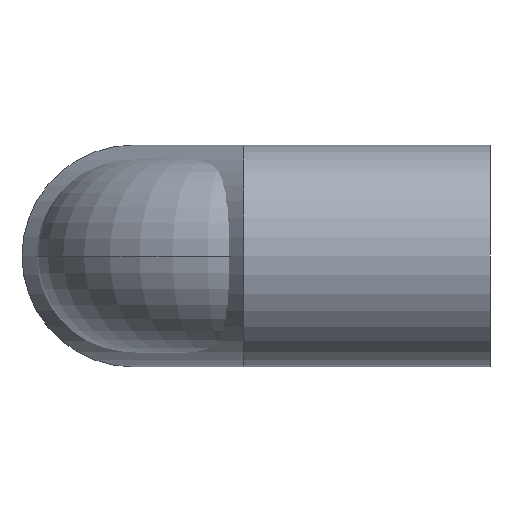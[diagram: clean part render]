
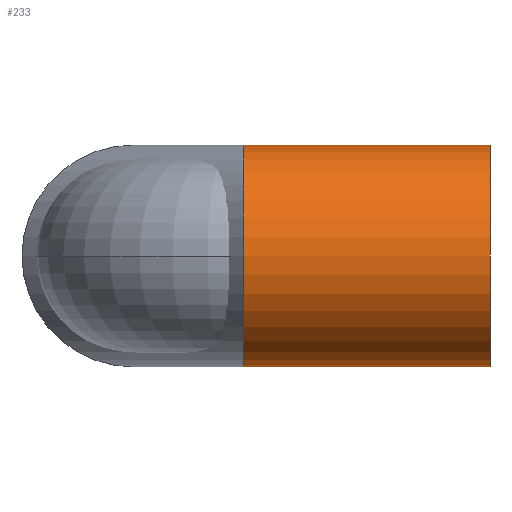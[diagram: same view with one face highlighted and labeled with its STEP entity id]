
A CAD part, left-side view. The second image highlights one B-rep face of the part: STEP entity #233.
In plain terms, the highlighted cylindrical face has radius 45 mm (diameter 90 mm), a partial arc.
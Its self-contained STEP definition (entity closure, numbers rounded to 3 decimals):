
#16 = VECTOR ( 'NONE', #372, 1000. ) ;
#38 = EDGE_LOOP ( 'NONE', ( #407, #157, #353, #175 ) ) ;
#43 = CARTESIAN_POINT ( 'NONE',  ( 0., 0., 0. ) ) ;
#56 = LINE ( 'NONE', #217, #16 ) ;
#75 = VECTOR ( 'NONE', #479, 1000. ) ;
#91 = AXIS2_PLACEMENT_3D ( 'NONE', #143, #300, #445 ) ;
#92 = CIRCLE ( 'NONE', #91, 45. ) ;
#113 = AXIS2_PLACEMENT_3D ( 'NONE', #473, #140, #296 ) ;
#115 = CIRCLE ( 'NONE', #113, 45. ) ;
#136 = CARTESIAN_POINT ( 'NONE',  ( 0., 0., -45. ) ) ;
#140 = DIRECTION ( 'NONE',  ( 0., 1., 0. ) ) ;
#143 = CARTESIAN_POINT ( 'NONE',  ( 0., 0., 0. ) ) ;
#157 = ORIENTED_EDGE ( 'NONE', *, *, #417, .T. ) ;
#175 = ORIENTED_EDGE ( 'NONE', *, *, #381, .F. ) ;
#188 = LINE ( 'NONE', #341, #75 ) ;
#204 = DIRECTION ( 'NONE',  ( 0., 1., 0. ) ) ;
#208 = CARTESIAN_POINT ( 'NONE',  ( 0., 100., -45. ) ) ;
#217 = CARTESIAN_POINT ( 'NONE',  ( 0., 0., -45. ) ) ;
#233 = ADVANCED_FACE ( 'NONE', ( #242 ), #400, .T. ) ;
#242 = FACE_OUTER_BOUND ( 'NONE', #38, .T. ) ;
#245 = AXIS2_PLACEMENT_3D ( 'NONE', #43, #204, #361 ) ;
#271 = VERTEX_POINT ( 'NONE', #208 ) ;
#296 = DIRECTION ( 'NONE',  ( 0., 0., 1. ) ) ;
#300 = DIRECTION ( 'NONE',  ( 0., 1., 0. ) ) ;
#319 = VERTEX_POINT ( 'NONE', #471 ) ;
#322 = VERTEX_POINT ( 'NONE', #136 ) ;
#341 = CARTESIAN_POINT ( 'NONE',  ( 0., 0., 45. ) ) ;
#353 = ORIENTED_EDGE ( 'NONE', *, *, #447, .T. ) ;
#361 = DIRECTION ( 'NONE',  ( 0., 0., 1. ) ) ;
#372 = DIRECTION ( 'NONE',  ( 0., 1., 0. ) ) ;
#381 = EDGE_CURVE ( 'NONE', #271, #404, #115, .T. ) ;
#400 = CYLINDRICAL_SURFACE ( 'NONE', #245, 45. ) ;
#404 = VERTEX_POINT ( 'NONE', #477 ) ;
#407 = ORIENTED_EDGE ( 'NONE', *, *, #486, .F. ) ;
#417 = EDGE_CURVE ( 'NONE', #322, #319, #92, .T. ) ;
#445 = DIRECTION ( 'NONE',  ( 0., 0., 1. ) ) ;
#447 = EDGE_CURVE ( 'NONE', #319, #404, #188, .T. ) ;
#471 = CARTESIAN_POINT ( 'NONE',  ( 0., 0., 45. ) ) ;
#473 = CARTESIAN_POINT ( 'NONE',  ( 0., 100., 0. ) ) ;
#477 = CARTESIAN_POINT ( 'NONE',  ( 0., 100., 45. ) ) ;
#479 = DIRECTION ( 'NONE',  ( 0., 1., 0. ) ) ;
#486 = EDGE_CURVE ( 'NONE', #322, #271, #56, .T. ) ;
